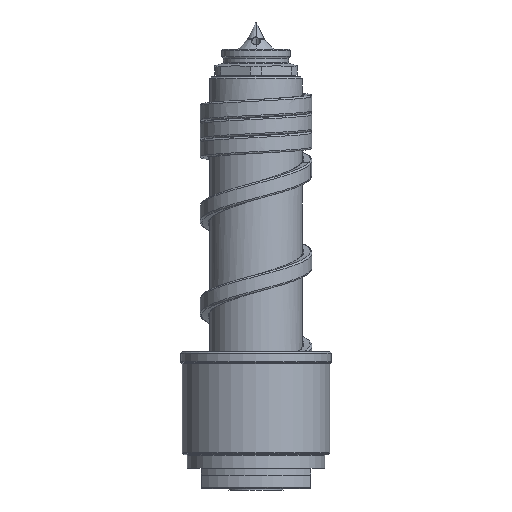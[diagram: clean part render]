
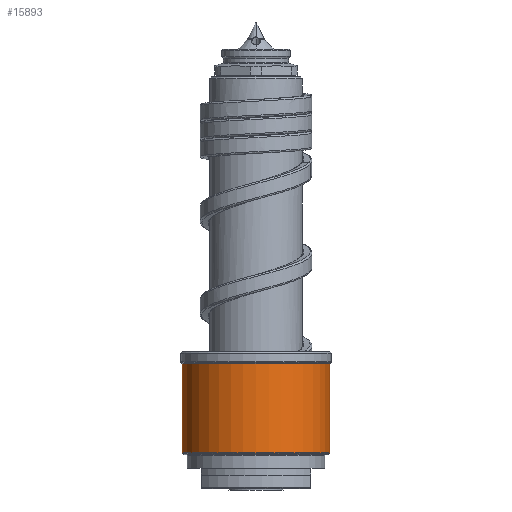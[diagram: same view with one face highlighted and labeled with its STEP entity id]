
A CAD part, front view. The second image highlights one B-rep face of the part: STEP entity #15893.
In plain terms, the highlighted cylindrical face has radius 21.5 mm (diameter 43 mm), a partial arc.
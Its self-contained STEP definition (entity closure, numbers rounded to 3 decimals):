
#6097=CARTESIAN_POINT('',(0.,0.,10.583));
#6098=DIRECTION('',(0.,0.,1.));
#6099=DIRECTION('',(-1.,0.,0.));
#6100=AXIS2_PLACEMENT_3D('',#6097,#6098,#6099);
#6102=DIRECTION('',(0.,0.,-1.));
#6103=VECTOR('',#6102,25.834);
#6104=CARTESIAN_POINT('',(-21.5,0.,36.417));
#6105=LINE('',#6104,#6103);
#6106=CARTESIAN_POINT('',(0.,0.,36.417));
#6107=DIRECTION('',(0.,0.,1.));
#6108=DIRECTION('',(-1.,0.,0.));
#6109=AXIS2_PLACEMENT_3D('',#6106,#6107,#6108);
#6111=DIRECTION('',(0.,0.,-1.));
#6112=VECTOR('',#6111,25.834);
#6113=CARTESIAN_POINT('',(21.5,0.,36.417));
#6114=LINE('',#6113,#6112);
#6451=CARTESIAN_POINT('',(21.5,0.,36.417));
#6452=CARTESIAN_POINT('',(-21.5,0.,36.417));
#6453=VERTEX_POINT('',#6451);
#6454=VERTEX_POINT('',#6452);
#6477=CARTESIAN_POINT('',(21.5,0.,10.583));
#6478=VERTEX_POINT('',#6477);
#6479=CARTESIAN_POINT('',(-21.5,0.,10.583));
#6480=VERTEX_POINT('',#6479);
#15881=CARTESIAN_POINT('',(0.,0.,8.5));
#15882=DIRECTION('',(0.,0.,1.));
#15883=DIRECTION('',(-1.,0.,0.));
#15884=AXIS2_PLACEMENT_3D('',#15881,#15882,#15883);
#15885=CYLINDRICAL_SURFACE('',#15884,21.5);
#15886=ORIENTED_EDGE('',*,*,#13950,.F.);
#15887=ORIENTED_EDGE('',*,*,#13931,.F.);
#15889=ORIENTED_EDGE('',*,*,#15888,.T.);
#15890=ORIENTED_EDGE('',*,*,#13927,.T.);
#15891=EDGE_LOOP('',(#15886,#15887,#15889,#15890));
#15892=FACE_OUTER_BOUND('',#15891,.F.);
#6101=CIRCLE('',#6100,21.5);
#6110=CIRCLE('',#6109,21.5);
#13927=EDGE_CURVE('',#6453,#6478,#6114,.T.);
#13931=EDGE_CURVE('',#6454,#6480,#6105,.T.);
#13950=EDGE_CURVE('',#6480,#6478,#6101,.T.);
#15888=EDGE_CURVE('',#6454,#6453,#6110,.T.);
#15893=ADVANCED_FACE('',(#15892),#15885,.T.);
